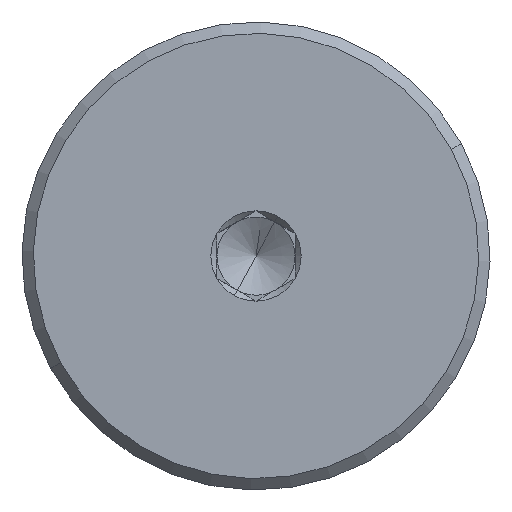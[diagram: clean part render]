
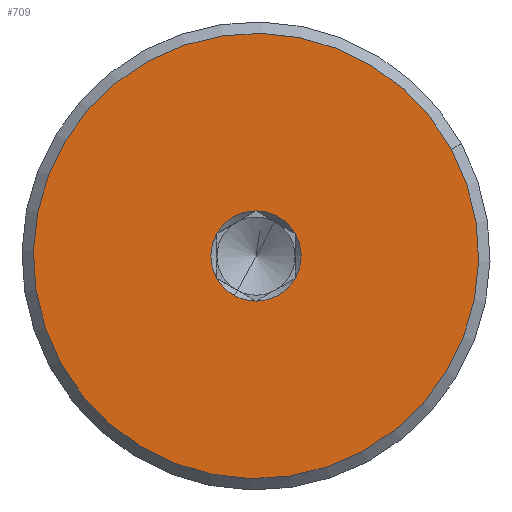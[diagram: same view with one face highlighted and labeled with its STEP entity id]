
A CAD part, top view. The second image highlights one B-rep face of the part: STEP entity #709.
In plain terms, the highlighted planar face has unit normal (0, 0, 1).
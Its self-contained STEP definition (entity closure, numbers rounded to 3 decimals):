
#508=AXIS2_PLACEMENT_3D('Circle Axis2P3D',#506,#507,$) ;
#525=AXIS2_PLACEMENT_3D('Circle Axis2P3D',#523,#524,$) ;
#536=AXIS2_PLACEMENT_3D('Circle Axis2P3D',#534,#535,$) ;
#547=AXIS2_PLACEMENT_3D('Circle Axis2P3D',#545,#546,$) ;
#565=AXIS2_PLACEMENT_3D('Circle Axis2P3D',#563,#564,$) ;
#576=AXIS2_PLACEMENT_3D('Circle Axis2P3D',#574,#575,$) ;
#586=AXIS2_PLACEMENT_3D('Circle Axis2P3D',#584,#585,$) ;
#596=AXIS2_PLACEMENT_3D('Circle Axis2P3D',#594,#595,$) ;
#679=AXIS2_PLACEMENT_3D('Plane Axis2P3D',#676,#677,#678) ;
#683=AXIS2_PLACEMENT_3D('Circle Axis2P3D',#681,#682,$) ;
#692=AXIS2_PLACEMENT_3D('Circle Axis2P3D',#690,#691,$) ;
#265=CARTESIAN_POINT('Vertex',(24.934,27.047,21.5)) ;
#278=CARTESIAN_POINT('Vertex',(29.934,24.16,21.5)) ;
#324=CARTESIAN_POINT('Vertex',(24.934,32.821,21.5)) ;
#364=CARTESIAN_POINT('Vertex',(34.934,27.047,21.5)) ;
#404=CARTESIAN_POINT('Vertex',(34.934,32.821,21.5)) ;
#444=CARTESIAN_POINT('Vertex',(29.934,35.707,21.5)) ;
#506=CARTESIAN_POINT('Axis2P3D Location',(29.934,29.934,21.5)) ;
#520=CARTESIAN_POINT('Vertex',(32.702,35.001,21.5)) ;
#523=CARTESIAN_POINT('Axis2P3D Location',(29.934,29.934,21.5)) ;
#534=CARTESIAN_POINT('Axis2P3D Location',(29.934,29.934,21.5)) ;
#545=CARTESIAN_POINT('Axis2P3D Location',(29.934,29.934,21.5)) ;
#549=CARTESIAN_POINT('Vertex',(27.166,24.867,21.5)) ;
#563=CARTESIAN_POINT('Axis2P3D Location',(29.934,29.934,21.5)) ;
#574=CARTESIAN_POINT('Axis2P3D Location',(29.934,29.934,21.5)) ;
#584=CARTESIAN_POINT('Axis2P3D Location',(29.934,29.934,21.5)) ;
#594=CARTESIAN_POINT('Axis2P3D Location',(29.934,29.934,21.5)) ;
#676=CARTESIAN_POINT('Axis2P3D Location',(29.934,29.934,21.5)) ;
#681=CARTESIAN_POINT('Axis2P3D Location',(29.934,29.934,21.5)) ;
#685=CARTESIAN_POINT('Vertex',(4.941,16.28,21.5)) ;
#687=CARTESIAN_POINT('Vertex',(54.927,43.587,21.5)) ;
#690=CARTESIAN_POINT('Axis2P3D Location',(29.934,29.934,21.5)) ;
#507=DIRECTION('Axis2P3D Direction',(0.,0.,1.)) ;
#524=DIRECTION('Axis2P3D Direction',(0.,0.,1.)) ;
#535=DIRECTION('Axis2P3D Direction',(0.,0.,1.)) ;
#546=DIRECTION('Axis2P3D Direction',(0.,0.,1.)) ;
#564=DIRECTION('Axis2P3D Direction',(0.,0.,1.)) ;
#575=DIRECTION('Axis2P3D Direction',(0.,0.,1.)) ;
#585=DIRECTION('Axis2P3D Direction',(0.,0.,1.)) ;
#595=DIRECTION('Axis2P3D Direction',(0.,0.,1.)) ;
#677=DIRECTION('Axis2P3D Direction',(-0.,0.,1.)) ;
#678=DIRECTION('Axis2P3D XDirection',(0.,-1.,0.)) ;
#682=DIRECTION('Axis2P3D Direction',(-0.,0.,1.)) ;
#691=DIRECTION('Axis2P3D Direction',(-0.,0.,1.)) ;
#696=ORIENTED_EDGE('',*,*,#689,.T.) ;
#697=ORIENTED_EDGE('',*,*,#694,.T.) ;
#700=ORIENTED_EDGE('',*,*,#588,.T.) ;
#701=ORIENTED_EDGE('',*,*,#510,.T.) ;
#702=ORIENTED_EDGE('',*,*,#527,.T.) ;
#703=ORIENTED_EDGE('',*,*,#538,.T.) ;
#704=ORIENTED_EDGE('',*,*,#598,.T.) ;
#705=ORIENTED_EDGE('',*,*,#578,.T.) ;
#706=ORIENTED_EDGE('',*,*,#567,.T.) ;
#707=ORIENTED_EDGE('',*,*,#551,.T.) ;
#708=FACE_BOUND('',#699,.T.) ;
#709=ADVANCED_FACE('Stopper Plug_2NPT.1\\Koerper.2',(#698,#708),#680,.T.) ;
#509=CIRCLE('generated circle',#508,5.774) ;
#526=CIRCLE('generated circle',#525,5.774) ;
#537=CIRCLE('generated circle',#536,5.774) ;
#548=CIRCLE('generated circle',#547,5.774) ;
#566=CIRCLE('generated circle',#565,5.774) ;
#577=CIRCLE('generated circle',#576,5.774) ;
#587=CIRCLE('generated circle',#586,5.774) ;
#597=CIRCLE('generated circle',#596,5.774) ;
#684=CIRCLE('generated circle',#683,28.479) ;
#693=CIRCLE('generated circle',#692,28.479) ;
#510=EDGE_CURVE('',#325,#445,#509,.F.) ;
#527=EDGE_CURVE('',#445,#521,#526,.F.) ;
#538=EDGE_CURVE('',#521,#405,#537,.F.) ;
#551=EDGE_CURVE('',#550,#266,#548,.F.) ;
#567=EDGE_CURVE('',#279,#550,#566,.F.) ;
#578=EDGE_CURVE('',#365,#279,#577,.F.) ;
#588=EDGE_CURVE('',#266,#325,#587,.F.) ;
#598=EDGE_CURVE('',#405,#365,#597,.F.) ;
#689=EDGE_CURVE('',#686,#688,#684,.T.) ;
#694=EDGE_CURVE('',#688,#686,#693,.T.) ;
#695=EDGE_LOOP('',(#696,#697)) ;
#699=EDGE_LOOP('',(#700,#701,#702,#703,#704,#705,#706,#707)) ;
#698=FACE_OUTER_BOUND('',#695,.T.) ;
#680=PLANE('',#679) ;
#266=VERTEX_POINT('',#265) ;
#279=VERTEX_POINT('',#278) ;
#325=VERTEX_POINT('',#324) ;
#365=VERTEX_POINT('',#364) ;
#405=VERTEX_POINT('',#404) ;
#445=VERTEX_POINT('',#444) ;
#521=VERTEX_POINT('',#520) ;
#550=VERTEX_POINT('',#549) ;
#686=VERTEX_POINT('',#685) ;
#688=VERTEX_POINT('',#687) ;
